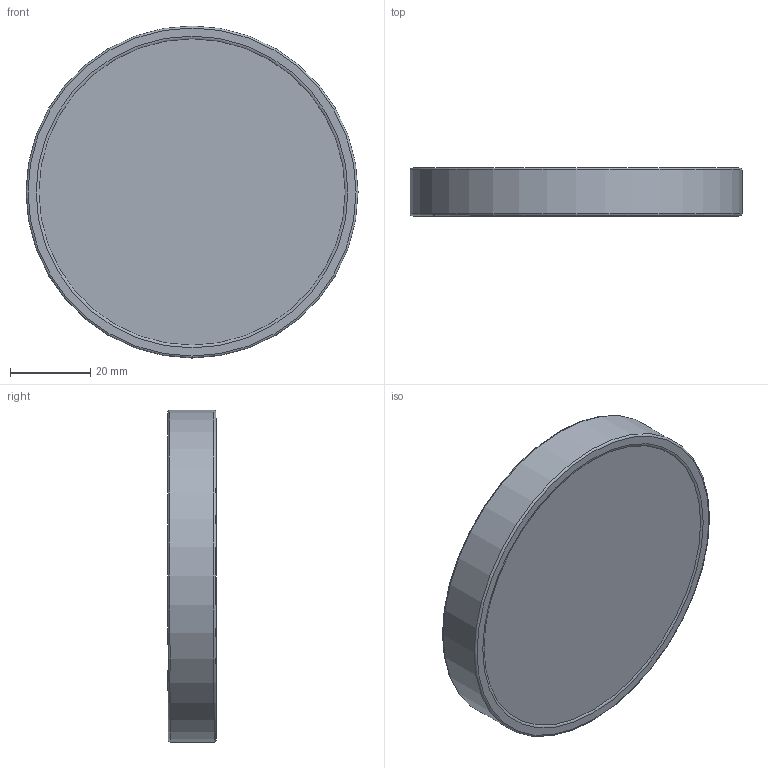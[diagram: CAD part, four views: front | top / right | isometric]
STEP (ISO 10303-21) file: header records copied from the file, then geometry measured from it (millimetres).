
FILE_DESCRIPTION(/* description */ (''),/* implementation_level */ '2;1');
FILE_NAME(/* name */ 'CAP_80mm_Aluminium v31.step',/* time_stamp */ '2020-09-03T12:11:38+02:00',/* author */ (''),/* organization */ (''),/* preprocessor_version */ 'ST-DEVELOPER v18.1',/* originating_system */ 'Autodesk Translation Framework v9.3.0.1241',/* authorisation */ '');
FILE_SCHEMA (('AUTOMOTIVE_DESIGN { 1 0 10303 214 3 1 1 }'));
Length unit declared in the file: millimetre
Products named in the file (2): CAP_80mm_Aluminium; Cap
Assembly tree (1 placements, depth 2):
  CAP_80mm_Aluminium
    Cap
Bounding box: 83 x 12 x 83 mm (x, y, z)
Volume: 9614.6 mm3; surface area: 16470.3 mm2
Topology: 1 solids, 1 shells, 8 faces, 15 edges, 10 vertices
Faces by surface type: torus 3, plane 3, cylinder 2
Full cylindrical faces by diameter (mm): 81 x1, 83 x1
Entity records: 280 total; most frequent: DIRECTION 50, CARTESIAN_POINT 36, ORIENTED_EDGE 30, AXIS2_PLACEMENT_3D 24, EDGE_CURVE 15, CIRCLE 13, VERTEX_POINT 10, EDGE_LOOP 9
